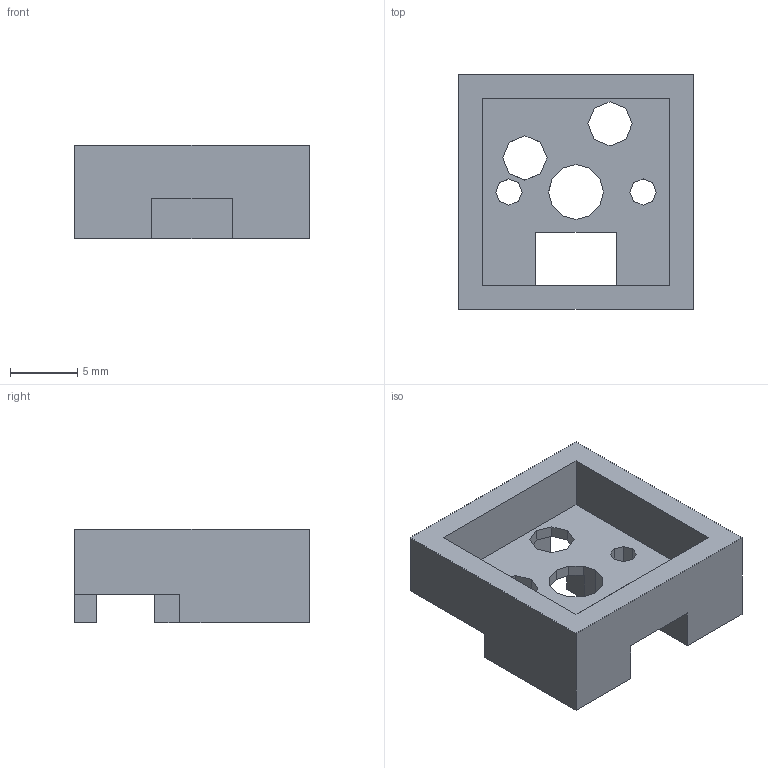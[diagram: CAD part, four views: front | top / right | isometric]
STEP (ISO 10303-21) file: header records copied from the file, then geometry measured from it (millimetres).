
FILE_DESCRIPTION(('Open CASCADE Model'),'2;1');
FILE_NAME('Open CASCADE Shape Model','2022-02-09T19:22:21',('Author'),( 'Open CASCADE'),'Open CASCADE STEP processor 7.4','Open CASCADE 7.4' ,'Unknown');
FILE_SCHEMA(('AUTOMOTIVE_DESIGN { 1 0 10303 214 1 1 1 1 }'));
Length unit declared in the file: millimetre
Products named in the file (1): Open CASCADE STEP translator 7.4 1
Bounding box: 17.5 x 17.5 x 7 mm (x, y, z)
Volume: 959.4 mm3; surface area: 1337.5 mm2
Topology: 1 solids, 1 shells, 69 faces, 211 edges, 140 vertices
Faces by surface type: plane 69
Entity records: 5086 total; most frequent: CARTESIAN_POINT 843, DIRECTION 773, LINE 633, VECTOR 633, ORIENTED_EDGE 422, PCURVE 422, DEFINITIONAL_REPRESENTATION 422, EDGE_CURVE 211
